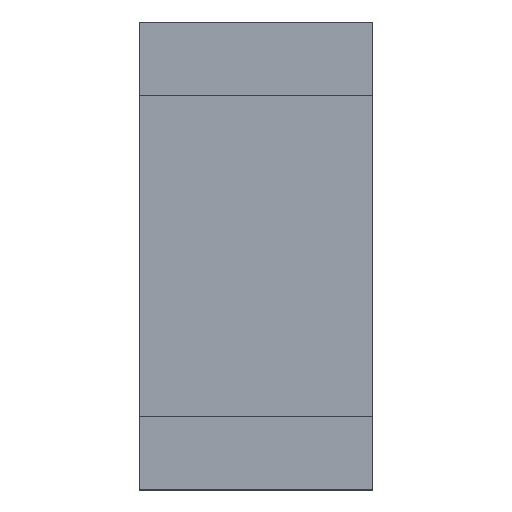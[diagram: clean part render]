
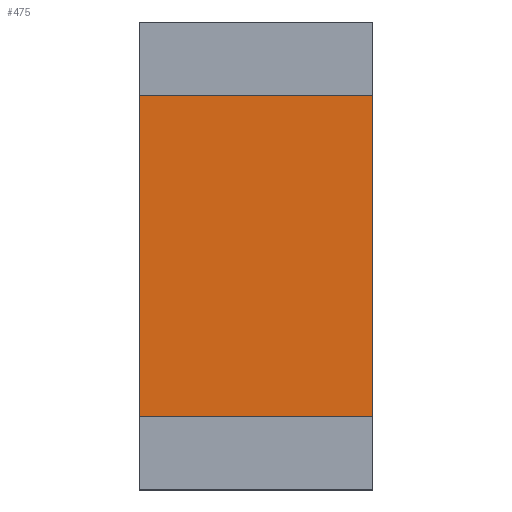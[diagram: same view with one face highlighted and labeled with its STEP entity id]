
A CAD part, top view. The second image highlights one B-rep face of the part: STEP entity #475.
In plain terms, the highlighted planar face has unit normal (0, 0, 1).
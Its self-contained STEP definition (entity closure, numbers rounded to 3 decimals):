
#115=DIRECTION('',(0.,1.,0.));
#116=VECTOR('',#115,4.4);
#117=CARTESIAN_POINT('',(-1.6,-2.2,0.7));
#118=LINE('',#117,#116);
#185=DIRECTION('',(0.,1.,0.));
#186=VECTOR('',#185,4.4);
#187=CARTESIAN_POINT('',(1.6,-2.2,0.7));
#188=LINE('',#187,#186);
#227=DIRECTION('',(-1.,0.,0.));
#228=VECTOR('',#227,3.2);
#229=CARTESIAN_POINT('',(1.6,-2.2,0.7));
#230=LINE('',#229,#228);
#234=DIRECTION('',(-1.,0.,0.));
#235=VECTOR('',#234,3.2);
#236=CARTESIAN_POINT('',(1.6,2.2,0.7));
#237=LINE('',#236,#235);
#301=CARTESIAN_POINT('',(1.6,-2.2,0.7));
#302=VERTEX_POINT('',#301);
#303=CARTESIAN_POINT('',(1.6,2.2,0.7));
#304=VERTEX_POINT('',#303);
#309=CARTESIAN_POINT('',(-1.6,-2.2,0.7));
#310=VERTEX_POINT('',#309);
#311=CARTESIAN_POINT('',(-1.6,2.2,0.7));
#312=VERTEX_POINT('',#311);
#463=CARTESIAN_POINT('',(1.6,-2.2,0.7));
#464=DIRECTION('',(0.,0.,-1.));
#465=DIRECTION('',(0.,1.,0.));
#466=AXIS2_PLACEMENT_3D('',#463,#464,#465);
#467=PLANE('',#466);
#468=ORIENTED_EDGE('',*,*,#443,.F.);
#469=ORIENTED_EDGE('',*,*,#401,.T.);
#470=ORIENTED_EDGE('',*,*,#388,.T.);
#472=ORIENTED_EDGE('',*,*,#471,.F.);
#473=EDGE_LOOP('',(#468,#469,#470,#472));
#474=FACE_OUTER_BOUND('',#473,.F.);
#475=ADVANCED_FACE('',(#474),#467,.F.);
#388=EDGE_CURVE('',#310,#312,#118,.T.);
#401=EDGE_CURVE('',#302,#310,#230,.T.);
#443=EDGE_CURVE('',#302,#304,#188,.T.);
#471=EDGE_CURVE('',#304,#312,#237,.T.);
